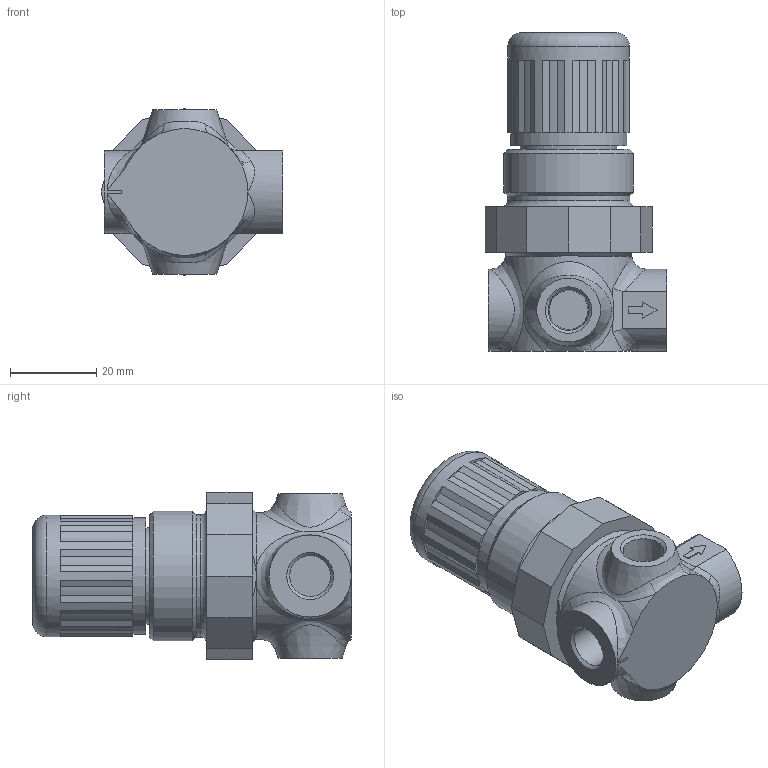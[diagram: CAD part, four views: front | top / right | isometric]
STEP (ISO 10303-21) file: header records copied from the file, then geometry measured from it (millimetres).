
FILE_DESCRIPTION(/* description */ ('Main Pressure Regulator'),/* implementation_level */ '2;1');
FILE_NAME(/* name */ 'Pneumatics_Norgren_R07-100-RNEA.ipt.stp',/* time_stamp */ '2016-01-07T16:47:45-08:00',/* author */ ('Autodesk, Inc.'),/* organization */ ('Autodesk, Inc.'),/* preprocessor_version */ 'ST-DEVELOPER v16.1',/* originating_system */ 'Autodesk Inventor 2016',/* authorisation */ '');
FILE_SCHEMA (('AUTOMOTIVE_DESIGN { 1 0 10303 214 3 1 1 }'));
Length unit declared in the file: inch
Products named in the file (1): Pneumatics_Norgren_R07-100-RNEA
Bounding box: 42.16 x 73.87 x 38.73 mm (x, y, z)
Volume: 56181.1 mm3; surface area: 13499.2 mm2
Topology: 1 solids, 1 shells, 167 faces, 445 edges, 292 vertices
Faces by surface type: plane 100, cylinder 43, cone 12, bspline 10, torus 2
Full cylindrical faces by diameter (mm): 4.57 x1, 9.49 x2, 9.91 x1, 19.047 x1, 20.07 x1, 22.37 x1, 26.92 x1, 28.19 x1, 28.3 x1, 30.1 x1, 30.2 x1
Entity records: 7386 total; most frequent: CARTESIAN_POINT 3184, ORIENTED_EDGE 828, DIRECTION 800, EDGE_CURVE 414, VERTEX_POINT 287, AXIS2_PLACEMENT_3D 283, LINE 234, VECTOR 234
